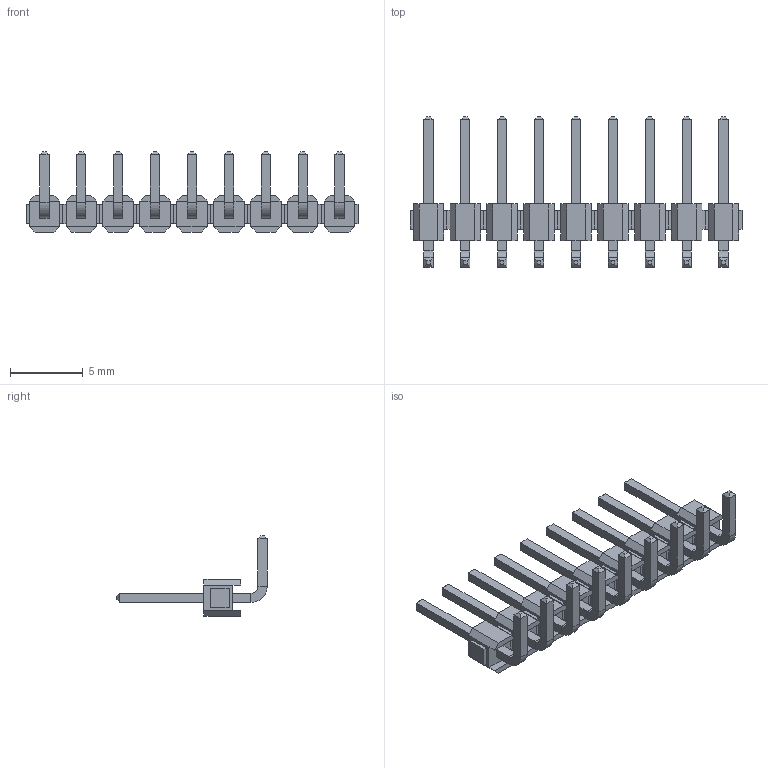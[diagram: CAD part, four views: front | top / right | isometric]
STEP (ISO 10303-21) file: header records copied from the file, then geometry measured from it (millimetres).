
FILE_DESCRIPTION (( 'STEP AP214' ), '1' );
FILE_NAME ('PLSR-09D.STEP', '2019-07-02T21:13:44', ( '' ), ( '' ), 'SwSTEP 2.0', 'SolidWorks 2018', '' );
FILE_SCHEMA (( 'AUTOMOTIVE_DESIGN' ));
Length unit declared in the file: millimetre
Products named in the file (1): PLSR-09D
Bounding box: 22.86 x 10.36 x 5.54 mm (x, y, z)
Volume: 147.1 mm3; surface area: 574.5 mm2
Topology: 9 solids, 9 shells, 450 faces, 1008 edges, 612 vertices
Faces by surface type: plane 432, cylinder 18
Entity records: 17084 total; most frequent: CARTESIAN_POINT 2071, ORIENTED_EDGE 2016, DIRECTION 1946, EDGE_CURVE 1008, LINE 972, VECTOR 972, VERTEX_POINT 612, AXIS2_PLACEMENT_3D 487
